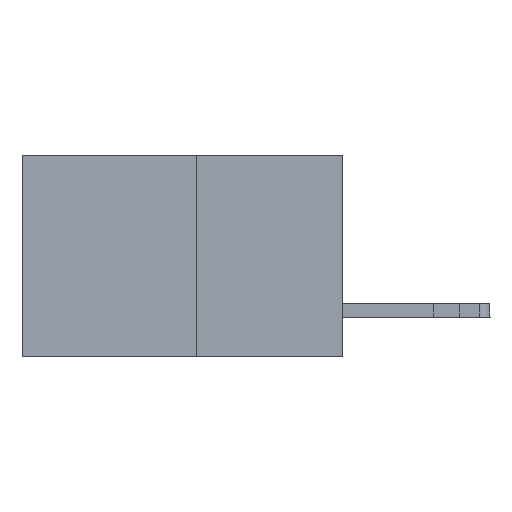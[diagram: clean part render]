
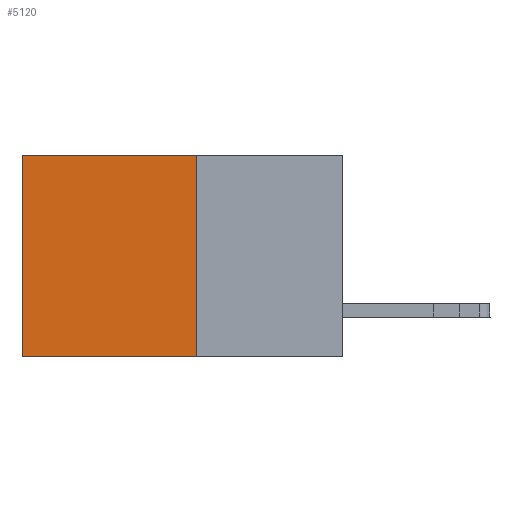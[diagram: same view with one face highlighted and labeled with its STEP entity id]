
A CAD part, left-side view. The second image highlights one B-rep face of the part: STEP entity #5120.
In plain terms, the highlighted planar face has unit normal (-1, 0, 0).
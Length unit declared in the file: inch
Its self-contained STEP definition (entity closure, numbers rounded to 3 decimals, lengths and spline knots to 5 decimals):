
#230 = DIRECTION ( 'NONE',  ( 0., 1., 0. ) ) ;
#1003 = ORIENTED_EDGE ( 'NONE', *, *, #3020, .T. ) ;
#2073 = CARTESIAN_POINT ( 'NONE',  ( 0.277, 0.27, 0. ) ) ;
#2748 = PLANE ( 'NONE',  #16268 ) ;
#3011 = ORIENTED_EDGE ( 'NONE', *, *, #4274, .T. ) ;
#3020 = EDGE_CURVE ( 'NONE', #16003, #14712, #11937, .T. ) ;
#4027 = DIRECTION ( 'NONE',  ( 0., 1., 0. ) ) ;
#4235 = VECTOR ( 'NONE', #18261, 39.37008 ) ;
#4274 = EDGE_CURVE ( 'NONE', #14712, #10620, #13612, .T. ) ;
#4316 = FACE_OUTER_BOUND ( 'NONE', #16632, .T. ) ;
#4904 = DIRECTION ( 'NONE',  ( 0., 0., -1. ) ) ;
#5120 = ADVANCED_FACE ( 'NONE', ( #4316 ), #2748, .F. ) ;
#5784 = DIRECTION ( 'NONE',  ( 0., 0., -1. ) ) ;
#6083 = DIRECTION ( 'NONE',  ( 1., 0., 0. ) ) ;
#6819 = EDGE_CURVE ( 'NONE', #12894, #10620, #19192, .T. ) ;
#7270 = CARTESIAN_POINT ( 'NONE',  ( 0.277, 0.27, -0.37 ) ) ;
#7612 = CARTESIAN_POINT ( 'NONE',  ( 0.277, 0.59, -0.37 ) ) ;
#7643 = LINE ( 'NONE', #18197, #16859 ) ;
#8886 = CARTESIAN_POINT ( 'NONE',  ( 0.277, 0.27, -0.37 ) ) ;
#10620 = VERTEX_POINT ( 'NONE', #7612 ) ;
#11937 = LINE ( 'NONE', #2073, #15881 ) ;
#12144 = CARTESIAN_POINT ( 'NONE',  ( 0.277, 0.59, -0.37 ) ) ;
#12894 = VERTEX_POINT ( 'NONE', #8886 ) ;
#13612 = LINE ( 'NONE', #12144, #4235 ) ;
#13855 = EDGE_CURVE ( 'NONE', #16003, #12894, #7643, .T. ) ;
#14712 = VERTEX_POINT ( 'NONE', #15329 ) ;
#15329 = CARTESIAN_POINT ( 'NONE',  ( 0.277, 0.59, 0. ) ) ;
#15881 = VECTOR ( 'NONE', #230, 39.37008 ) ;
#16003 = VERTEX_POINT ( 'NONE', #17015 ) ;
#16017 = VECTOR ( 'NONE', #4027, 39.37008 ) ;
#16268 = AXIS2_PLACEMENT_3D ( 'NONE', #7270, #6083, #5784 ) ;
#16632 = EDGE_LOOP ( 'NONE', ( #3011, #17113, #18789, #1003 ) ) ;
#16859 = VECTOR ( 'NONE', #4904, 39.37008 ) ;
#17015 = CARTESIAN_POINT ( 'NONE',  ( 0.277, 0.27, 0. ) ) ;
#17113 = ORIENTED_EDGE ( 'NONE', *, *, #6819, .F. ) ;
#18197 = CARTESIAN_POINT ( 'NONE',  ( 0.277, 0.27, -0.37 ) ) ;
#18261 = DIRECTION ( 'NONE',  ( 0., 0., -1. ) ) ;
#18789 = ORIENTED_EDGE ( 'NONE', *, *, #13855, .F. ) ;
#18993 = CARTESIAN_POINT ( 'NONE',  ( 0.277, 0.27, -0.37 ) ) ;
#19192 = LINE ( 'NONE', #18993, #16017 ) ;
